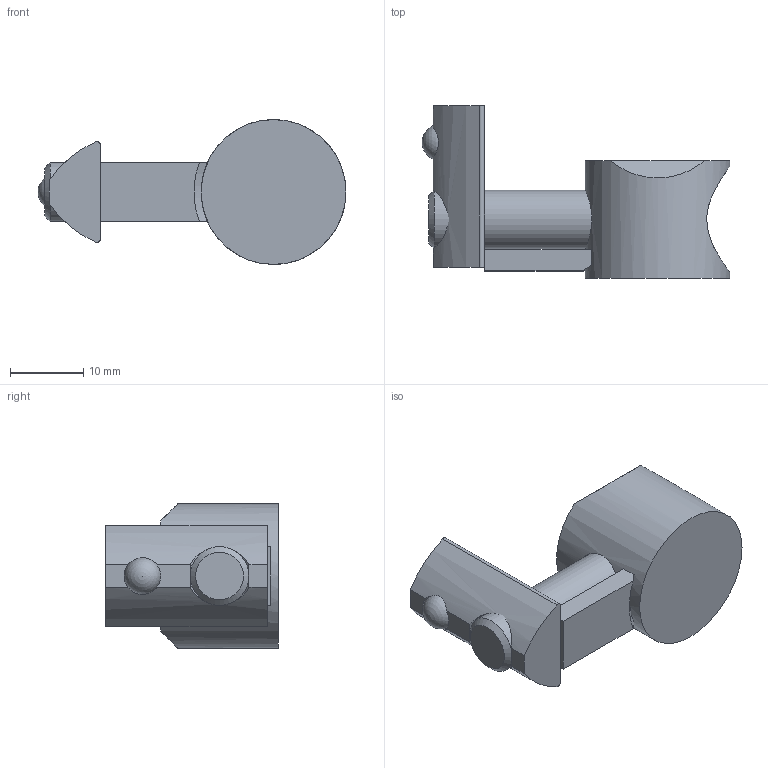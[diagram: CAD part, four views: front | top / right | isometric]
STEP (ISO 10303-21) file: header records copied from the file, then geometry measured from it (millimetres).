
FILE_DESCRIPTION(/* description */ ('STEP AP214'),/* implementation_level */ '2;1');
FILE_NAME(/* name */ '1025167.stp',/* time_stamp */ '2024-04-30T16:20:47+02:00',/* author */ ('b.steehouwer'),/* organization */ ('CADENAS'),/* preprocessor_version */ 'ST-DEVELOPER v18.1',/* originating_system */ 'Autodesk Inventor 2021',/* authorisation */ ' ');
FILE_SCHEMA (('AUTOMOTIVE_DESIGN { 1 0 10303 214 3 1 1 }'));
Length unit declared in the file: millimetre
Products named in the file (4): 1025167; 099A0840S01-T-slot nut; 099A0840S01-Screw; 099A0840S01-1
Assembly tree (3 placements, depth 2):
  1025167
    099A0840S01-T-slot nut
    099A0840S01-Screw
    099A0840S01-1
Bounding box: 41.9 x 23.5 x 19.7 mm (x, y, z)
Volume: 6173.6 mm3; surface area: 4537.5 mm2
Topology: 3 solids, 3 shells, 52 faces, 126 edges, 81 vertices
Faces by surface type: plane 31, cylinder 10, cone 5, torus 3, bspline 2, sphere 1
Full cylindrical faces by diameter (mm): 5 x1, 6.647 x1, 8 x1, 8.2 x1, 19.7 x1
Entity records: 1872 total; most frequent: CARTESIAN_POINT 475, DIRECTION 274, ORIENTED_EDGE 248, EDGE_CURVE 124, AXIS2_PLACEMENT_3D 106, VERTEX_POINT 81, LINE 62, VECTOR 62
